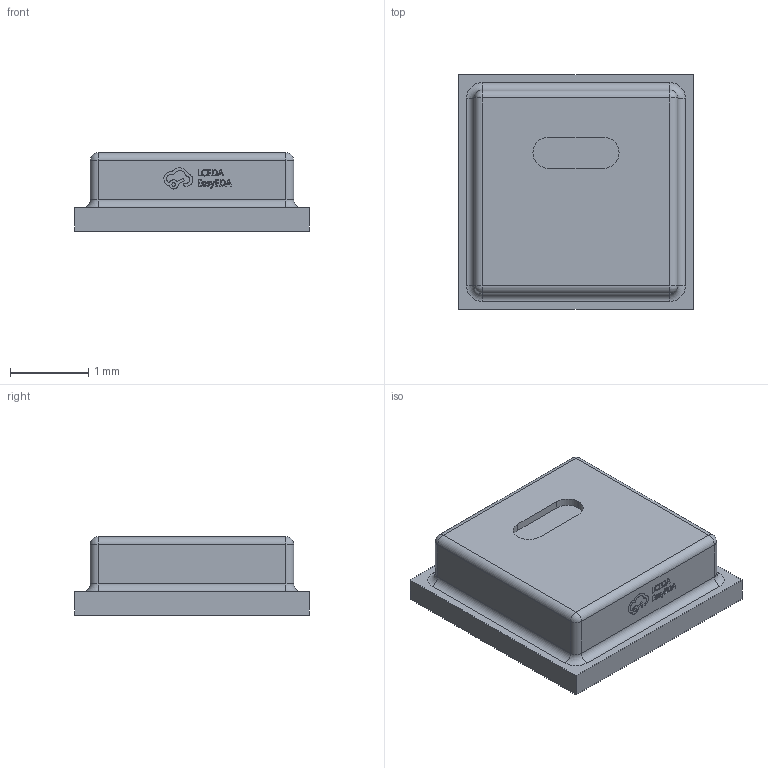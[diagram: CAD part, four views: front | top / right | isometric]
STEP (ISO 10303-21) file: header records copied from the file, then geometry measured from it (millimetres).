
FILE_DESCRIPTION (( 'STEP AP214' ), '1' );
FILE_NAME ('SENSOR-SMD-6_AHT20.step', '2022-07-12T14:27:21', ( '' ), ( '' ), 'SwSTEP 2.0', 'SolidWorks 2020', '' );
FILE_SCHEMA (( 'AUTOMOTIVE_DESIGN' ));
Length unit declared in the file: millimetre
Products named in the file (1): SENSOR-SMD-6_AHT20
Bounding box: 3 x 3 x 1 mm (x, y, z)
Volume: 7.4 mm3; surface area: 28.3 mm2
Topology: 1 solids, 1 shells, 354 faces, 935 edges, 614 vertices
Faces by surface type: plane 219, bspline 112, cylinder 15, sphere 4, torus 4
Entity records: 15302 total; most frequent: CARTESIAN_POINT 4004, ORIENTED_EDGE 1862, DIRECTION 1223, EDGE_CURVE 931, VECTOR 669, LINE 669, VERTEX_POINT 614, EDGE_LOOP 389
